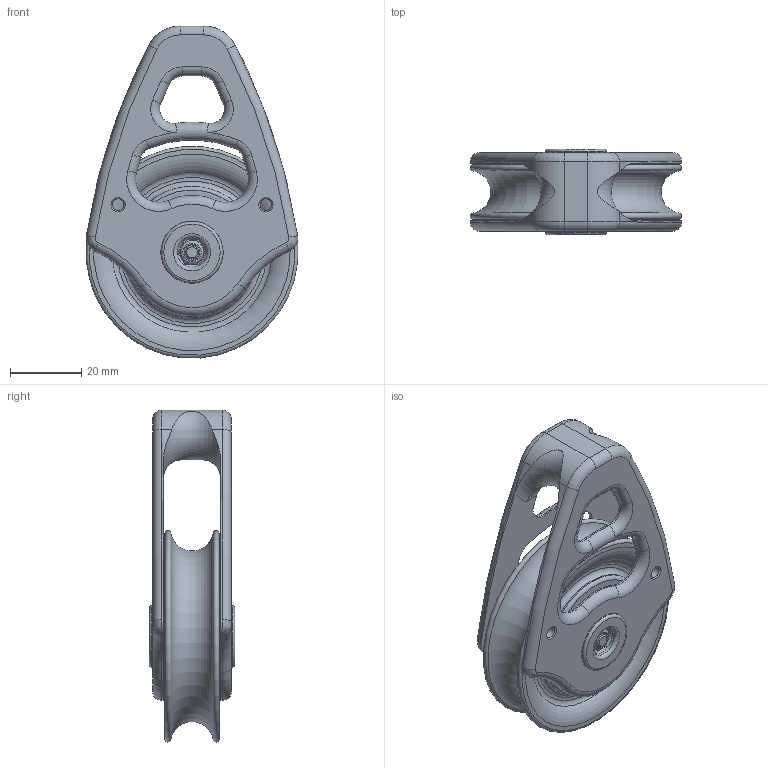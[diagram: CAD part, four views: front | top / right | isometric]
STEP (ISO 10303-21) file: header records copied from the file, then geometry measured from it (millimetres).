
FILE_DESCRIPTION(/* description */ (''),/* implementation_level */ '2;1');
FILE_NAME(/* name */ '00609.stp',/* time_stamp */ '2022-11-17T09:24:21+01:00',/* author */ ('lucade'),/* organization */ (''),/* preprocessor_version */ 'ST-DEVELOPER v19.2',/* originating_system */ 'Autodesk Inventor 2023',/* authorisation */ '');
FILE_SCHEMA (('AUTOMOTIVE_DESIGN { 1 0 10303 214 3 1 1 }'));
Length unit declared in the file: millimetre
Products named in the file (1): Parte3
Bounding box: 59.38 x 24 x 93.16 mm (x, y, z)
Volume: 48986.1 mm3; surface area: 22471.1 mm2
Topology: 1 solids, 2 shells, 236 faces, 604 edges, 377 vertices
Faces by surface type: cylinder 88, torus 71, plane 57, cone 14, bspline 6
Full cylindrical faces by diameter (mm): 3.3 x4, 3.8 x1, 4.5 x1, 6.5 x1, 7 x1, 7.3 x1, 8.4 x1, 11.8 x2, 12 x4, 15 x2, 17.3 x2, 17.5 x1, 37 x2
Entity records: 7535 total; most frequent: CARTESIAN_POINT 1610, DIRECTION 1358, ORIENTED_EDGE 1204, EDGE_CURVE 602, AXIS2_PLACEMENT_3D 590, VERTEX_POINT 377, CIRCLE 359, EDGE_LOOP 267
